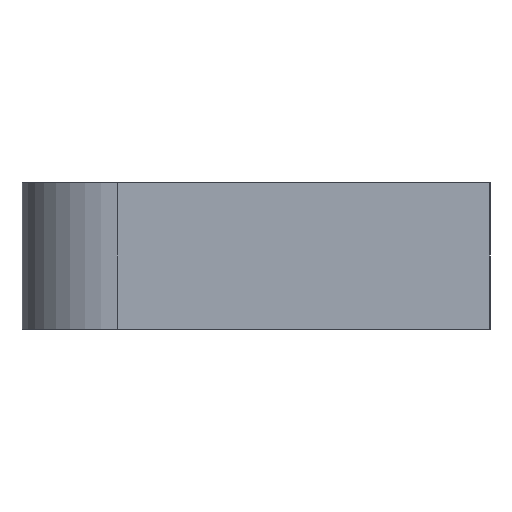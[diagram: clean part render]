
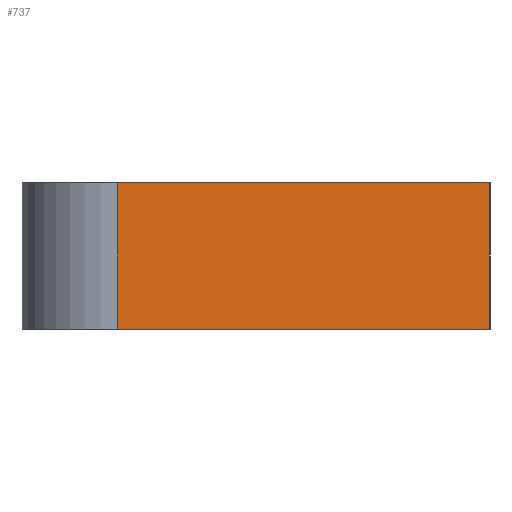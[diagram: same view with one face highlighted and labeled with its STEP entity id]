
A CAD part, left-side view. The second image highlights one B-rep face of the part: STEP entity #737.
In plain terms, the highlighted planar face has unit normal (-1, 0, 0).
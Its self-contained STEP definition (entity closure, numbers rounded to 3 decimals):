
#57 = EDGE_LOOP ( 'NONE', ( #2153, #467, #1625, #1659 ) ) ;
#127 = CARTESIAN_POINT ( 'NONE',  ( -5.675, -6.817, 2.212 ) ) ;
#152 = FACE_OUTER_BOUND ( 'NONE', #57, .T. ) ;
#205 = VECTOR ( 'NONE', #230, 1000. ) ;
#230 = DIRECTION ( 'NONE',  ( 0., -1., 0. ) ) ;
#254 = VERTEX_POINT ( 'NONE', #818 ) ;
#330 = VERTEX_POINT ( 'NONE', #746 ) ;
#367 = CARTESIAN_POINT ( 'NONE',  ( -5.675, 3.317, -1.784 ) ) ;
#445 = VERTEX_POINT ( 'NONE', #127 ) ;
#467 = ORIENTED_EDGE ( 'NONE', *, *, #1547, .F. ) ;
#524 = LINE ( 'NONE', #1670, #2078 ) ;
#550 = CARTESIAN_POINT ( 'NONE',  ( -5.675, 3.317, 1.992 ) ) ;
#716 = VECTOR ( 'NONE', #2241, 1000. ) ;
#737 = ADVANCED_FACE ( 'NONE', ( #152 ), #1281, .F. ) ;
#746 = CARTESIAN_POINT ( 'NONE',  ( -5.675, -6.817, -1.784 ) ) ;
#800 = DIRECTION ( 'NONE',  ( 0., -1., 0. ) ) ;
#818 = CARTESIAN_POINT ( 'NONE',  ( -5.675, 3.317, 2.212 ) ) ;
#952 = DIRECTION ( 'NONE',  ( 0., 0., -1. ) ) ;
#1131 = DIRECTION ( 'NONE',  ( 1., 0., 0. ) ) ;
#1178 = EDGE_CURVE ( 'NONE', #2209, #330, #1353, .T. ) ;
#1281 = PLANE ( 'NONE',  #2175 ) ;
#1290 = CARTESIAN_POINT ( 'NONE',  ( -5.675, -6.817, 1.992 ) ) ;
#1295 = CARTESIAN_POINT ( 'NONE',  ( -5.675, -6.817, 1.992 ) ) ;
#1353 = LINE ( 'NONE', #2128, #205 ) ;
#1452 = EDGE_CURVE ( 'NONE', #254, #445, #524, .T. ) ;
#1494 = VECTOR ( 'NONE', #1533, 1000. ) ;
#1533 = DIRECTION ( 'NONE',  ( 0., 0., -1. ) ) ;
#1547 = EDGE_CURVE ( 'NONE', #445, #330, #1551, .T. ) ;
#1551 = LINE ( 'NONE', #1295, #1494 ) ;
#1625 = ORIENTED_EDGE ( 'NONE', *, *, #1452, .F. ) ;
#1659 = ORIENTED_EDGE ( 'NONE', *, *, #1810, .T. ) ;
#1670 = CARTESIAN_POINT ( 'NONE',  ( -5.675, -6.817, 2.212 ) ) ;
#1810 = EDGE_CURVE ( 'NONE', #254, #2209, #2058, .T. ) ;
#2058 = LINE ( 'NONE', #550, #716 ) ;
#2078 = VECTOR ( 'NONE', #800, 1000. ) ;
#2128 = CARTESIAN_POINT ( 'NONE',  ( -5.675, -6.817, -1.784 ) ) ;
#2153 = ORIENTED_EDGE ( 'NONE', *, *, #1178, .T. ) ;
#2175 = AXIS2_PLACEMENT_3D ( 'NONE', #1290, #1131, #952 ) ;
#2209 = VERTEX_POINT ( 'NONE', #367 ) ;
#2241 = DIRECTION ( 'NONE',  ( 0., 0., -1. ) ) ;
